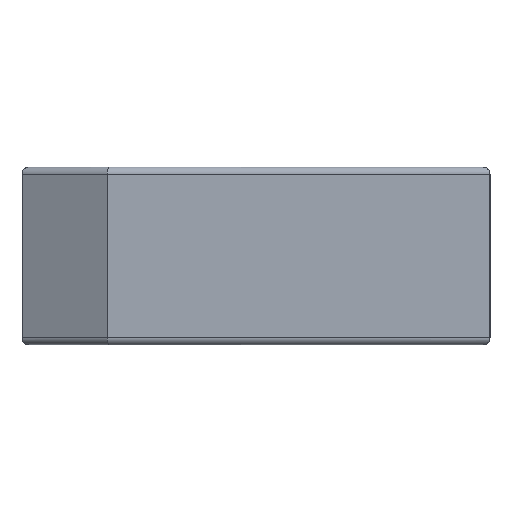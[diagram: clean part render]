
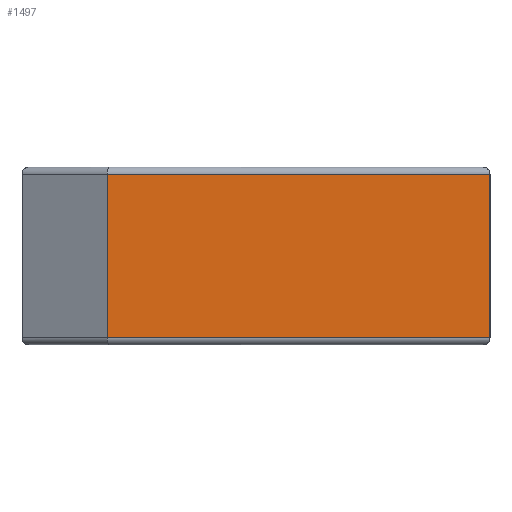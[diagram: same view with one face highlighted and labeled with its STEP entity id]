
A CAD part, left-side view. The second image highlights one B-rep face of the part: STEP entity #1497.
In plain terms, the highlighted planar face has unit normal (-1, 0, 0).
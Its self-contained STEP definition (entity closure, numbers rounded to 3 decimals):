
#76 = DIRECTION ( 'NONE',  ( 0., -1., 0. ) ) ;
#126 = EDGE_CURVE ( 'NONE', #5323, #1582, #2432, .T. ) ;
#166 = CARTESIAN_POINT ( 'NONE',  ( -35.5, 43., 0.8 ) ) ;
#224 = CARTESIAN_POINT ( 'NONE',  ( -35.5, 0., 19.2 ) ) ;
#277 = EDGE_CURVE ( 'NONE', #1558, #2593, #4648, .T. ) ;
#334 = VECTOR ( 'NONE', #4520, 1000. ) ;
#436 = CARTESIAN_POINT ( 'NONE',  ( -35.5, 0., 20. ) ) ;
#932 = AXIS2_PLACEMENT_3D ( 'NONE', #1486, #1785, #1427 ) ;
#1011 = DIRECTION ( 'NONE',  ( 0., 0., -1. ) ) ;
#1270 = ORIENTED_EDGE ( 'NONE', *, *, #4164, .T. ) ;
#1404 = PLANE ( 'NONE',  #932 ) ;
#1427 = DIRECTION ( 'NONE',  ( 0., 0., -1. ) ) ;
#1486 = CARTESIAN_POINT ( 'NONE',  ( -35.5, 0., 20. ) ) ;
#1497 = ADVANCED_FACE ( 'NONE', ( #4260 ), #1404, .F. ) ;
#1558 = VERTEX_POINT ( 'NONE', #166 ) ;
#1582 = VERTEX_POINT ( 'NONE', #3058 ) ;
#1779 = CARTESIAN_POINT ( 'NONE',  ( -35.5, 43., 20. ) ) ;
#1785 = DIRECTION ( 'NONE',  ( 1., 0., 0. ) ) ;
#1827 = LINE ( 'NONE', #1779, #5178 ) ;
#2255 = ORIENTED_EDGE ( 'NONE', *, *, #126, .T. ) ;
#2432 = LINE ( 'NONE', #3330, #334 ) ;
#2433 = VECTOR ( 'NONE', #2567, 1000. ) ;
#2533 = CARTESIAN_POINT ( 'NONE',  ( -35.5, 0., 0.8 ) ) ;
#2567 = DIRECTION ( 'NONE',  ( 0., 0., -1. ) ) ;
#2593 = VERTEX_POINT ( 'NONE', #2533 ) ;
#2888 = LINE ( 'NONE', #436, #2433 ) ;
#2907 = ORIENTED_EDGE ( 'NONE', *, *, #5290, .F. ) ;
#3015 = EDGE_LOOP ( 'NONE', ( #1270, #3443, #2907, #2255 ) ) ;
#3058 = CARTESIAN_POINT ( 'NONE',  ( -35.5, 43., 19.2 ) ) ;
#3277 = VECTOR ( 'NONE', #76, 1000. ) ;
#3330 = CARTESIAN_POINT ( 'NONE',  ( -35.5, 0., 19.2 ) ) ;
#3411 = CARTESIAN_POINT ( 'NONE',  ( -35.5, 0., 0.8 ) ) ;
#3443 = ORIENTED_EDGE ( 'NONE', *, *, #277, .T. ) ;
#4164 = EDGE_CURVE ( 'NONE', #1582, #1558, #1827, .T. ) ;
#4260 = FACE_OUTER_BOUND ( 'NONE', #3015, .T. ) ;
#4520 = DIRECTION ( 'NONE',  ( 0., 1., 0. ) ) ;
#4648 = LINE ( 'NONE', #3411, #3277 ) ;
#5178 = VECTOR ( 'NONE', #1011, 1000. ) ;
#5290 = EDGE_CURVE ( 'NONE', #5323, #2593, #2888, .T. ) ;
#5323 = VERTEX_POINT ( 'NONE', #224 ) ;
